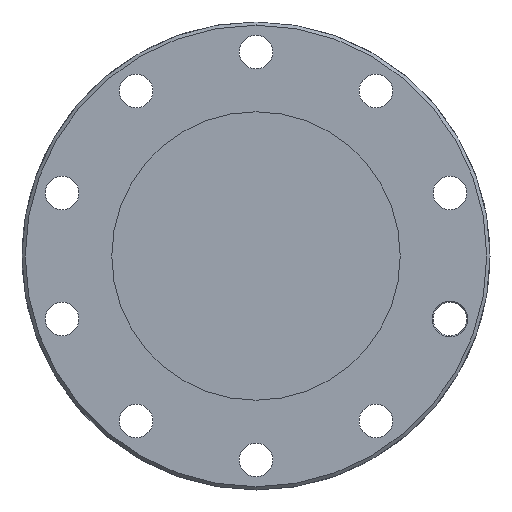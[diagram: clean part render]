
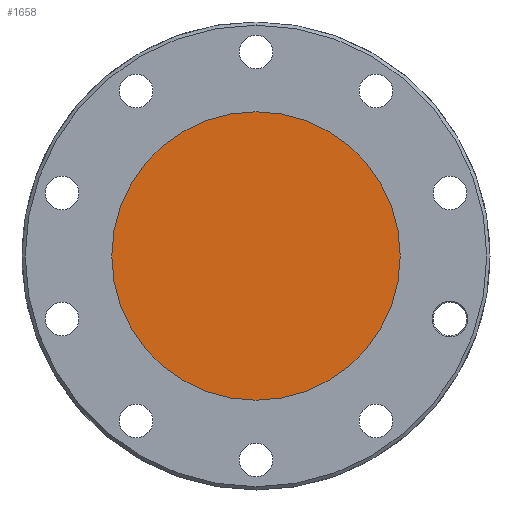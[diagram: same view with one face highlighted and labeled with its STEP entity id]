
A CAD part, front view. The second image highlights one B-rep face of the part: STEP entity #1658.
In plain terms, the highlighted planar face has unit normal (0, -1, 0).
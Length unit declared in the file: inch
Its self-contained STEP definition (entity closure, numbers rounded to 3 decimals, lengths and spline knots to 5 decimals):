
#234 = CIRCLE ( 'NONE', #1253, 1.425 ) ;
#358 = DIRECTION ( 'NONE',  ( 0., -1., 0. ) ) ;
#548 = DIRECTION ( 'NONE',  ( 0., -1., 0. ) ) ;
#586 = EDGE_CURVE ( 'NONE', #798, #1656, #1403, .T. ) ;
#600 = EDGE_LOOP ( 'NONE', ( #1562, #1080 ) ) ;
#668 = DIRECTION ( 'NONE',  ( 0., 0., -1. ) ) ;
#741 = CARTESIAN_POINT ( 'NONE',  ( 0., 0.087, -1.425 ) ) ;
#762 = PLANE ( 'NONE',  #1357 ) ;
#772 = DIRECTION ( 'NONE',  ( 0., -1., 0. ) ) ;
#798 = VERTEX_POINT ( 'NONE', #830 ) ;
#830 = CARTESIAN_POINT ( 'NONE',  ( 0., 0.087, 1.425 ) ) ;
#914 = CARTESIAN_POINT ( 'NONE',  ( 0., 0.087, 0. ) ) ;
#1031 = DIRECTION ( 'NONE',  ( 0., 0., -1. ) ) ;
#1080 = ORIENTED_EDGE ( 'NONE', *, *, #586, .T. ) ;
#1253 = AXIS2_PLACEMENT_3D ( 'NONE', #1840, #358, #668 ) ;
#1357 = AXIS2_PLACEMENT_3D ( 'NONE', #914, #772, #1926 ) ;
#1403 = CIRCLE ( 'NONE', #1927, 1.425 ) ;
#1522 = CARTESIAN_POINT ( 'NONE',  ( 0., 0.087, 0. ) ) ;
#1562 = ORIENTED_EDGE ( 'NONE', *, *, #1850, .T. ) ;
#1656 = VERTEX_POINT ( 'NONE', #741 ) ;
#1658 = ADVANCED_FACE ( 'NONE', ( #2024 ), #762, .T. ) ;
#1840 = CARTESIAN_POINT ( 'NONE',  ( 0., 0.087, 0. ) ) ;
#1850 = EDGE_CURVE ( 'NONE', #1656, #798, #234, .T. ) ;
#1926 = DIRECTION ( 'NONE',  ( 0.547, 0., -0.837 ) ) ;
#1927 = AXIS2_PLACEMENT_3D ( 'NONE', #1522, #548, #1031 ) ;
#2024 = FACE_OUTER_BOUND ( 'NONE', #600, .T. ) ;
